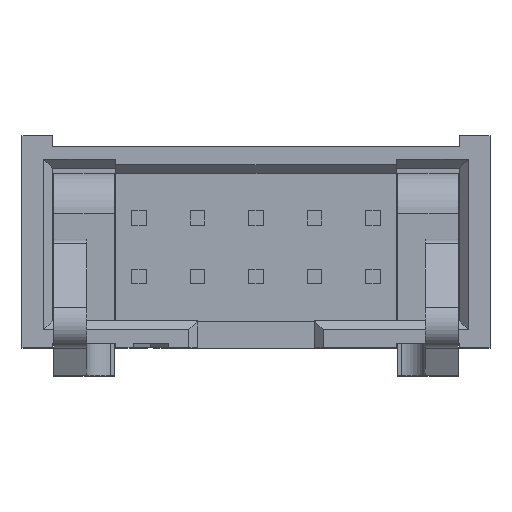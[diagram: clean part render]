
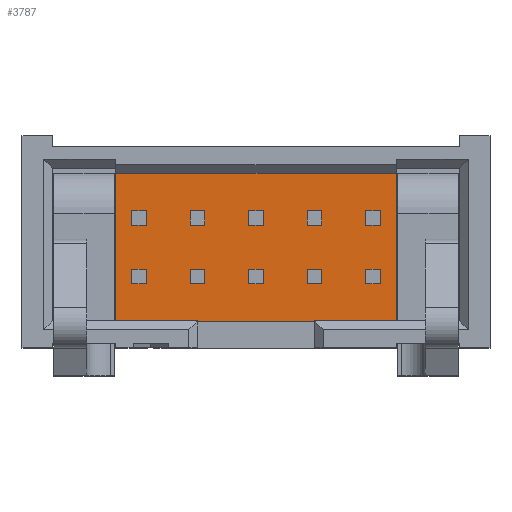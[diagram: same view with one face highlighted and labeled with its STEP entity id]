
A CAD part, top view. The second image highlights one B-rep face of the part: STEP entity #3787.
In plain terms, the highlighted planar face has unit normal (0, 0, 1).
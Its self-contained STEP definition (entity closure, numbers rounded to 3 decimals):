
#325=FACE_OUTER_BOUND('',#560,.T.);
#560=EDGE_LOOP('',(#3272,#3273,#3274,#3275,#3276,#3277));
#980=LINE('',#6041,#1406);
#992=LINE('',#6065,#1418);
#1009=LINE('',#6103,#1435);
#1016=LINE('',#6115,#1442);
#1021=LINE('',#6124,#1447);
#1053=LINE('',#6187,#1479);
#1406=VECTOR('',#4978,6.401);
#1418=VECTOR('',#4994,3.556);
#1435=VECTOR('',#5027,5.08);
#1442=VECTOR('',#5038,3.556);
#1447=VECTOR('',#5047,12.192);
#1479=VECTOR('',#5105,6.401);
#1800=VERTEX_POINT('',#6038);
#1801=VERTEX_POINT('',#6040);
#1808=VERTEX_POINT('',#6057);
#1811=VERTEX_POINT('',#6063);
#1824=VERTEX_POINT('',#6102);
#1829=VERTEX_POINT('',#6123);
#2266=EDGE_CURVE('',#1801,#1800,#980,.T.);
#2278=EDGE_CURVE('',#1808,#1811,#992,.T.);
#2297=EDGE_CURVE('',#1824,#1808,#1009,.T.);
#2304=EDGE_CURVE('',#1800,#1824,#1016,.T.);
#2309=EDGE_CURVE('',#1829,#1801,#1021,.T.);
#2341=EDGE_CURVE('',#1829,#1811,#1053,.T.);
#3272=ORIENTED_EDGE('',*,*,#2266,.T.);
#3273=ORIENTED_EDGE('',*,*,#2304,.T.);
#3274=ORIENTED_EDGE('',*,*,#2297,.T.);
#3275=ORIENTED_EDGE('',*,*,#2278,.T.);
#3276=ORIENTED_EDGE('',*,*,#2341,.F.);
#3277=ORIENTED_EDGE('',*,*,#2309,.T.);
#3567=PLANE('',#4119);
#3787=ADVANCED_FACE('',(#325),#3567,.T.);
#4119=AXIS2_PLACEMENT_3D('',#6193,#5110,#5111);
#4978=DIRECTION('',(0.,-1.,0.));
#4994=DIRECTION('',(1.,0.,0.));
#5027=DIRECTION('',(1.,0.,0.));
#5038=DIRECTION('',(1.,0.,0.));
#5047=DIRECTION('',(-1.,0.,0.));
#5105=DIRECTION('',(0.,-1.,0.));
#5110=DIRECTION('center_axis',(0.,0.,1.));
#5111=DIRECTION('ref_axis',(-1.,0.,0.));
#6038=CARTESIAN_POINT('',(-6.096,-3.2,4.013));
#6040=CARTESIAN_POINT('',(-6.096,3.2,4.013));
#6041=CARTESIAN_POINT('',(-6.096,3.2,4.013));
#6057=CARTESIAN_POINT('',(2.54,-3.2,4.013));
#6063=CARTESIAN_POINT('',(6.096,-3.2,4.013));
#6065=CARTESIAN_POINT('',(-6.096,-3.2,4.013));
#6102=CARTESIAN_POINT('',(-2.54,-3.2,4.013));
#6103=CARTESIAN_POINT('',(-6.096,-3.2,4.013));
#6115=CARTESIAN_POINT('',(-6.096,-3.2,4.013));
#6123=CARTESIAN_POINT('',(6.096,3.2,4.013));
#6124=CARTESIAN_POINT('',(6.096,3.2,4.013));
#6187=CARTESIAN_POINT('',(6.096,3.2,4.013));
#6193=CARTESIAN_POINT('Origin',(0.,0.,
4.013));
